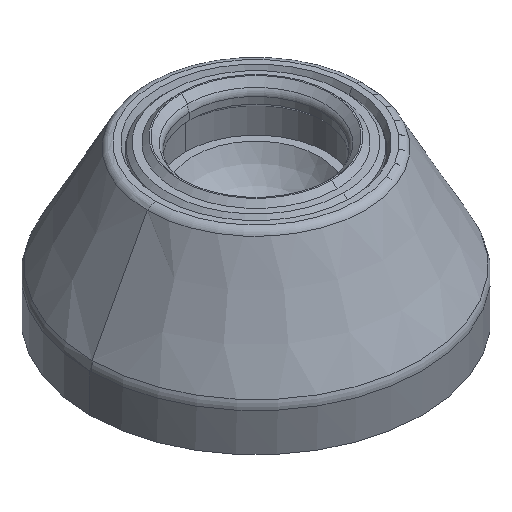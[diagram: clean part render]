
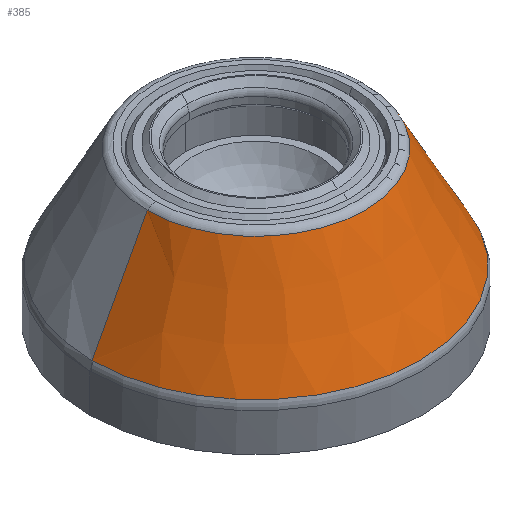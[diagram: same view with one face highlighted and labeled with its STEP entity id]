
A CAD part, isometric view. The second image highlights one B-rep face of the part: STEP entity #385.
In plain terms, the highlighted conical face has half-angle 28.301 degrees and reference radius 16.022 mm.
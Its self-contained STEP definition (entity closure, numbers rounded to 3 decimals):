
#2 = ORIENTED_EDGE ( 'NONE', *, *, #1165, .F. ) ;
#7 = DIRECTION ( 'NONE',  ( 0., 0., -1. ) ) ;
#16 = VERTEX_POINT ( 'NONE', #1375 ) ;
#32 = VECTOR ( 'NONE', #872, 1000. ) ;
#100 = ORIENTED_EDGE ( 'NONE', *, *, #487, .T. ) ;
#125 = DIRECTION ( 'NONE',  ( -1., 0., 0. ) ) ;
#137 = AXIS2_PLACEMENT_3D ( 'NONE', #442, #1506, #1491 ) ;
#251 = CONICAL_SURFACE ( 'NONE', #137, 16.022, 0.494 ) ;
#273 = CIRCLE ( 'NONE', #515, 12.783 ) ;
#307 = VECTOR ( 'NONE', #1284, 1000. ) ;
#357 = ORIENTED_EDGE ( 'NONE', *, *, #1128, .T. ) ;
#385 = ADVANCED_FACE ( 'NONE', ( #1409 ), #251, .T. ) ;
#422 = CARTESIAN_POINT ( 'NONE',  ( 0., 0., 17.474 ) ) ;
#442 = CARTESIAN_POINT ( 'NONE',  ( 0., 0., 11.459 ) ) ;
#463 = ORIENTED_EDGE ( 'NONE', *, *, #1676, .F. ) ;
#487 = EDGE_CURVE ( 'NONE', #570, #16, #273, .T. ) ;
#513 = CARTESIAN_POINT ( 'NONE',  ( 0., 0., 5.444 ) ) ;
#515 = AXIS2_PLACEMENT_3D ( 'NONE', #422, #1609, #1603 ) ;
#570 = VERTEX_POINT ( 'NONE', #794 ) ;
#577 = ORIENTED_EDGE ( 'NONE', *, *, #1262, .T. ) ;
#653 = CIRCLE ( 'NONE', #1711, 19.261 ) ;
#694 = CIRCLE ( 'NONE', #1358, 19.261 ) ;
#794 = CARTESIAN_POINT ( 'NONE',  ( -12.783, -0.119, 17.474 ) ) ;
#797 = CARTESIAN_POINT ( 'NONE',  ( 19.261, 0., 5.444 ) ) ;
#828 = AXIS2_PLACEMENT_3D ( 'NONE', #1212, #7, #1484 ) ;
#871 = VERTEX_POINT ( 'NONE', #797 ) ;
#872 = DIRECTION ( 'NONE',  ( 0.474, 0., -0.88 ) ) ;
#927 = EDGE_CURVE ( 'NONE', #1136, #984, #694, .T. ) ;
#984 = VERTEX_POINT ( 'NONE', #1516 ) ;
#986 = CARTESIAN_POINT ( 'NONE',  ( 12.783, 0., 17.474 ) ) ;
#1021 = CARTESIAN_POINT ( 'NONE',  ( -16.022, 0., 11.459 ) ) ;
#1036 = DIRECTION ( 'NONE',  ( 0., 0., -1. ) ) ;
#1091 = CARTESIAN_POINT ( 'NONE',  ( 0., 0., 5.444 ) ) ;
#1127 = ORIENTED_EDGE ( 'NONE', *, *, #927, .F. ) ;
#1128 = EDGE_CURVE ( 'NONE', #16, #984, #1310, .T. ) ;
#1136 = VERTEX_POINT ( 'NONE', #1698 ) ;
#1165 = EDGE_CURVE ( 'NONE', #871, #1136, #653, .T. ) ;
#1212 = CARTESIAN_POINT ( 'NONE',  ( 0., 0., 17.474 ) ) ;
#1223 = DIRECTION ( 'NONE',  ( 0., 0., -1. ) ) ;
#1262 = EDGE_CURVE ( 'NONE', #1481, #570, #1400, .T. ) ;
#1284 = DIRECTION ( 'NONE',  ( -0.474, 0., -0.88 ) ) ;
#1310 = LINE ( 'NONE', #1021, #307 ) ;
#1358 = AXIS2_PLACEMENT_3D ( 'NONE', #1091, #1223, #1490 ) ;
#1375 = CARTESIAN_POINT ( 'NONE',  ( -12.783, 0., 17.474 ) ) ;
#1400 = CIRCLE ( 'NONE', #828, 12.783 ) ;
#1409 = FACE_OUTER_BOUND ( 'NONE', #1551, .T. ) ;
#1481 = VERTEX_POINT ( 'NONE', #986 ) ;
#1484 = DIRECTION ( 'NONE',  ( 1., 0., 0. ) ) ;
#1490 = DIRECTION ( 'NONE',  ( -1., 0., 0. ) ) ;
#1491 = DIRECTION ( 'NONE',  ( -1., 0., 0. ) ) ;
#1506 = DIRECTION ( 'NONE',  ( 0., 0., -1. ) ) ;
#1516 = CARTESIAN_POINT ( 'NONE',  ( -19.261, 0., 5.444 ) ) ;
#1534 = LINE ( 'NONE', #1663, #32 ) ;
#1551 = EDGE_LOOP ( 'NONE', ( #463, #577, #100, #357, #1127, #2 ) ) ;
#1603 = DIRECTION ( 'NONE',  ( 1., 0., 0. ) ) ;
#1609 = DIRECTION ( 'NONE',  ( 0., 0., -1. ) ) ;
#1663 = CARTESIAN_POINT ( 'NONE',  ( 16.022, 0., 11.459 ) ) ;
#1676 = EDGE_CURVE ( 'NONE', #1481, #871, #1534, .T. ) ;
#1698 = CARTESIAN_POINT ( 'NONE',  ( -19.26, -0.146, 5.444 ) ) ;
#1711 = AXIS2_PLACEMENT_3D ( 'NONE', #513, #1036, #125 ) ;
